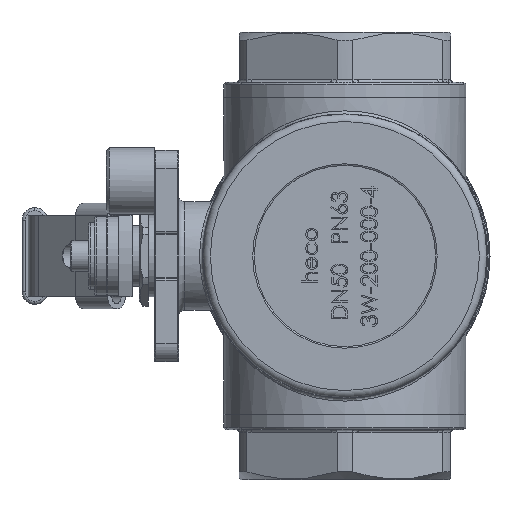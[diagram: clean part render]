
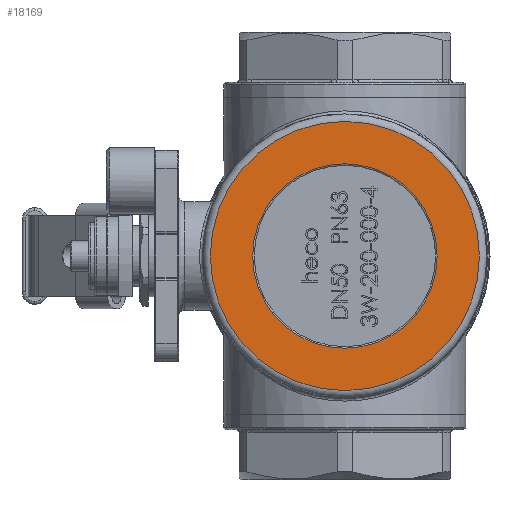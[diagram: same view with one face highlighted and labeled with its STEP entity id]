
A CAD part, left-side view. The second image highlights one B-rep face of the part: STEP entity #18169.
In plain terms, the highlighted planar face has unit normal (-1, 0, 0).
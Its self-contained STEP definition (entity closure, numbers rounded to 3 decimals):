
#13 = FACE_OUTER_BOUND ( 'NONE', #37065, .T. ) ;
#26 = FACE_BOUND ( 'NONE', #37057, .T. ) ;
#28 = PLANE ( 'NONE',  #33577 ) ;
#37 = CARTESIAN_POINT ( 'NONE',  ( -48., 0., 0. ) ) ;
#38 = DIRECTION ( 'NONE',  ( 1., 0., 0. ) ) ;
#39 = DIRECTION ( 'NONE',  ( 0., 0., -1. ) ) ;
#2598 = VERTEX_POINT ( 'NONE', #2601 ) ;
#2601 = CARTESIAN_POINT ( 'NONE',  ( -48., 0., -30.5 ) ) ;
#2636 = VERTEX_POINT ( 'NONE', #2639 ) ;
#2639 = CARTESIAN_POINT ( 'NONE',  ( -48., 0., -44.5 ) ) ;
#4030 = CARTESIAN_POINT ( 'NONE',  ( -48., 0., 0. ) ) ;
#4031 = DIRECTION ( 'NONE',  ( 1., 0., 0. ) ) ;
#4032 = DIRECTION ( 'NONE',  ( 0., 0., -1. ) ) ;
#18169 = ADVANCED_FACE ( 'NONE', ( #26, #13 ), #28, .F. ) ;
#25321 = EDGE_CURVE ( 'NONE', #2598, #2598, #41576, .T. ) ;
#32230 = EDGE_CURVE ( 'NONE', #2636, #2636, #42020, .T. ) ;
#33577 = AXIS2_PLACEMENT_3D ( 'NONE', #37, #38, #39 ) ;
#37057 = EDGE_LOOP ( 'NONE', ( #37829 ) ) ;
#37065 = EDGE_LOOP ( 'NONE', ( #37830 ) ) ;
#37829 = ORIENTED_EDGE ( 'NONE', *, *, #25321, .T. ) ;
#37830 = ORIENTED_EDGE ( 'NONE', *, *, #32230, .T. ) ;
#40638 = CARTESIAN_POINT ( 'NONE',  ( -48., 0., 0. ) ) ;
#40639 = DIRECTION ( 'NONE',  ( -1., 0., 0. ) ) ;
#40640 = DIRECTION ( 'NONE',  ( 0., 0., -1. ) ) ;
#41576 = CIRCLE ( 'NONE', #41580, 30.5 ) ;
#41580 = AXIS2_PLACEMENT_3D ( 'NONE', #4030, #4031, #4032 ) ;
#42020 = CIRCLE ( 'NONE', #42031, 44.5 ) ;
#42031 = AXIS2_PLACEMENT_3D ( 'NONE', #40638, #40639, #40640 ) ;
